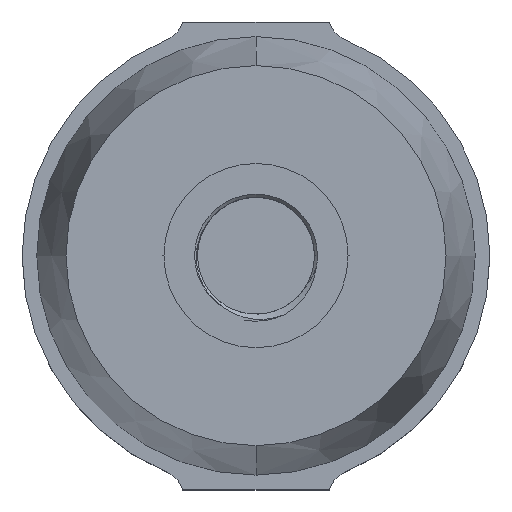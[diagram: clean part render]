
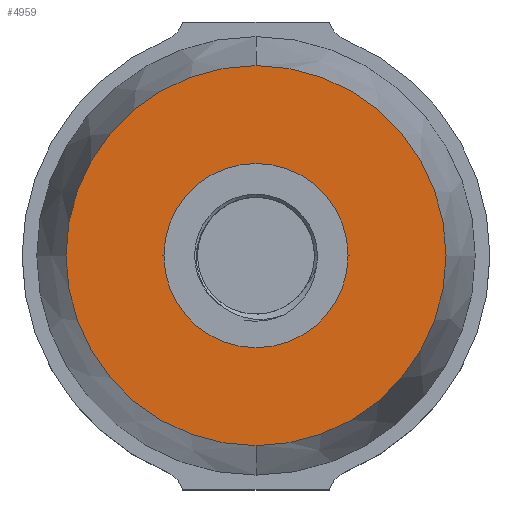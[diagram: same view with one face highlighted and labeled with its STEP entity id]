
A CAD part, top view. The second image highlights one B-rep face of the part: STEP entity #4959.
In plain terms, the highlighted planar face has unit normal (0, 0, 1).
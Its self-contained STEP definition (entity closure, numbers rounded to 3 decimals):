
#347 = ORIENTED_EDGE ( 'NONE', *, *, #4616, .F. ) ;
#648 = DIRECTION ( 'NONE',  ( 0., 0., 1. ) ) ;
#755 = DIRECTION ( 'NONE',  ( 0., 1., 0. ) ) ;
#791 = DIRECTION ( 'NONE',  ( 0., -1., 0. ) ) ;
#1205 = AXIS2_PLACEMENT_3D ( 'NONE', #5752, #648, #2568 ) ;
#1477 = AXIS2_PLACEMENT_3D ( 'NONE', #6773, #5569, #4974 ) ;
#1743 = ORIENTED_EDGE ( 'NONE', *, *, #2946, .T. ) ;
#1882 = CARTESIAN_POINT ( 'NONE',  ( 0., 13., 15. ) ) ;
#2568 = DIRECTION ( 'NONE',  ( -1., 0., 0. ) ) ;
#2767 = CIRCLE ( 'NONE', #5787, 13. ) ;
#2776 = CIRCLE ( 'NONE', #1477, 6.3 ) ;
#2946 = EDGE_CURVE ( 'NONE', #3774, #7047, #4642, .T. ) ;
#3100 = EDGE_LOOP ( 'NONE', ( #3603, #1743 ) ) ;
#3247 = CARTESIAN_POINT ( 'NONE',  ( 0., 0., 15. ) ) ;
#3355 = DIRECTION ( 'NONE',  ( 0., -1., 0. ) ) ;
#3416 = AXIS2_PLACEMENT_3D ( 'NONE', #6508, #6423, #791 ) ;
#3603 = ORIENTED_EDGE ( 'NONE', *, *, #4923, .T. ) ;
#3684 = ORIENTED_EDGE ( 'NONE', *, *, #5262, .F. ) ;
#3774 = VERTEX_POINT ( 'NONE', #7834 ) ;
#4361 = FACE_OUTER_BOUND ( 'NONE', #3100, .T. ) ;
#4527 = CARTESIAN_POINT ( 'NONE',  ( 0., 13., 15. ) ) ;
#4595 = CARTESIAN_POINT ( 'NONE',  ( -6.3, 0., 15. ) ) ;
#4616 = EDGE_CURVE ( 'NONE', #7737, #6524, #2776, .T. ) ;
#4642 = CIRCLE ( 'NONE', #3416, 13. ) ;
#4644 = EDGE_LOOP ( 'NONE', ( #347, #3684 ) ) ;
#4885 = AXIS2_PLACEMENT_3D ( 'NONE', #4527, #5809, #755 ) ;
#4923 = EDGE_CURVE ( 'NONE', #7047, #3774, #2767, .T. ) ;
#4959 = ADVANCED_FACE ( 'NONE', ( #7611, #4361 ), #6474, .F. ) ;
#4974 = DIRECTION ( 'NONE',  ( -1., 0., 0. ) ) ;
#5260 = DIRECTION ( 'NONE',  ( 0., 0., 1. ) ) ;
#5262 = EDGE_CURVE ( 'NONE', #6524, #7737, #6452, .T. ) ;
#5569 = DIRECTION ( 'NONE',  ( 0., 0., 1. ) ) ;
#5752 = CARTESIAN_POINT ( 'NONE',  ( 0., 0., 15. ) ) ;
#5787 = AXIS2_PLACEMENT_3D ( 'NONE', #3247, #5260, #3355 ) ;
#5809 = DIRECTION ( 'NONE',  ( 0., 0., -1. ) ) ;
#6423 = DIRECTION ( 'NONE',  ( 0., 0., 1. ) ) ;
#6452 = CIRCLE ( 'NONE', #1205, 6.3 ) ;
#6474 = PLANE ( 'NONE',  #4885 ) ;
#6508 = CARTESIAN_POINT ( 'NONE',  ( 0., 0., 15. ) ) ;
#6524 = VERTEX_POINT ( 'NONE', #7095 ) ;
#6773 = CARTESIAN_POINT ( 'NONE',  ( 0., 0., 15. ) ) ;
#7047 = VERTEX_POINT ( 'NONE', #1882 ) ;
#7095 = CARTESIAN_POINT ( 'NONE',  ( 6.3, 0., 15. ) ) ;
#7611 = FACE_BOUND ( 'NONE', #4644, .T. ) ;
#7737 = VERTEX_POINT ( 'NONE', #4595 ) ;
#7834 = CARTESIAN_POINT ( 'NONE',  ( 0., -13., 15. ) ) ;
